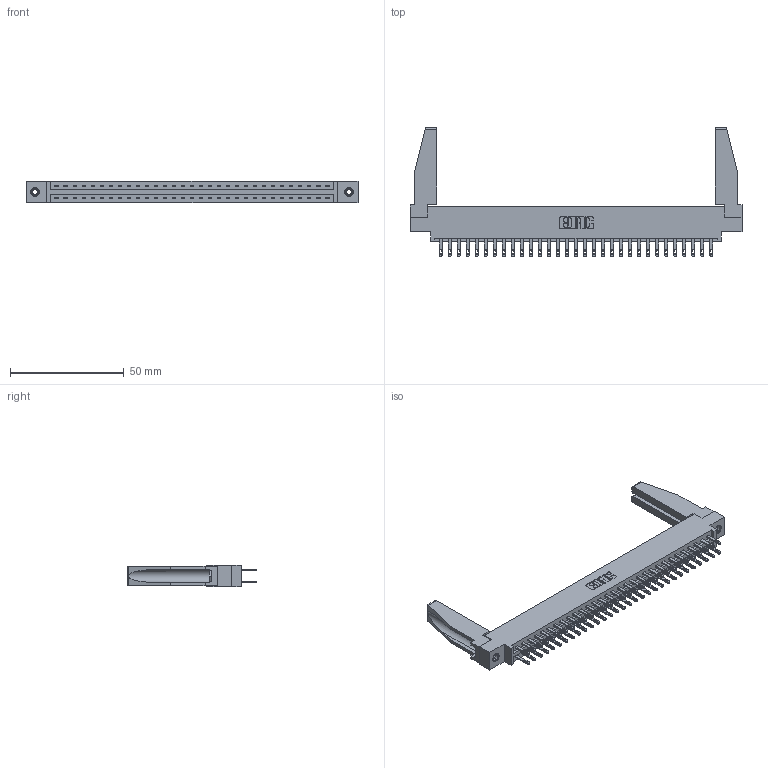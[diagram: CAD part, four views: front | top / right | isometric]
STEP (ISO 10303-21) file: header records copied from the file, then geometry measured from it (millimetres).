
FILE_DESCRIPTION (( 'STEP AP203' ), '1' );
FILE_NAME ('337-062-500-878.STEP', '2019-10-11T22:20:01', ( '' ), ( '' ), 'SwSTEP 2.0', 'SolidWorks 2016', '' );
FILE_SCHEMA (( 'CONFIG_CONTROL_DESIGN' ));
Length unit declared in the file: inch
Products named in the file (5): 337-062-500-878; 337 Part_0.170 Offset - 0.156 Dia-TI; 345-292-001_345-293-100; 307-220-078; 345-250-001_345-250-001-102
Assembly tree (67 placements, depth 2):
  337-062-500-878
    337 Part_0.170 Offset - 0.156 Dia-TI
    345-292-001_345-293-100  x62
    345-250-001_345-250-001-102  x2
    307-220-078  x2
Bounding box: 145.85 x 56.65 x 9.4 mm (x, y, z)
Volume: 19289.4 mm3; surface area: 21811.6 mm2
Topology: 67 solids, 67 shells, 3348 faces, 10139 edges, 6750 vertices
Faces by surface type: plane 2142, cylinder 1190, cone 12, torus 4
Entity records: 27960 total; most frequent: CARTESIAN_POINT 4720, ORIENTED_EDGE 4612, DIRECTION 4042, EDGE_CURVE 2306, LINE 2136, VECTOR 2136, VERTEX_POINT 1532, AXIS2_PLACEMENT_3D 953
